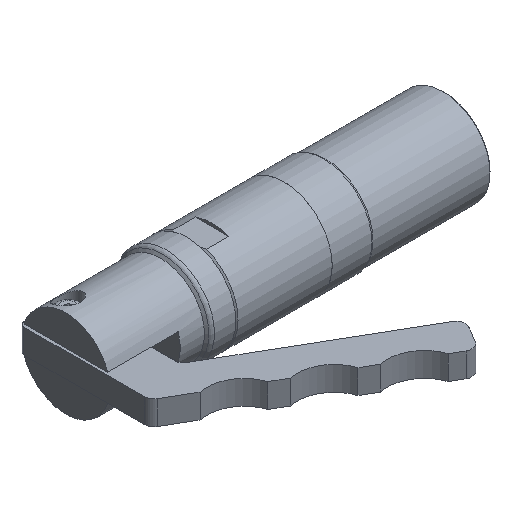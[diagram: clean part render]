
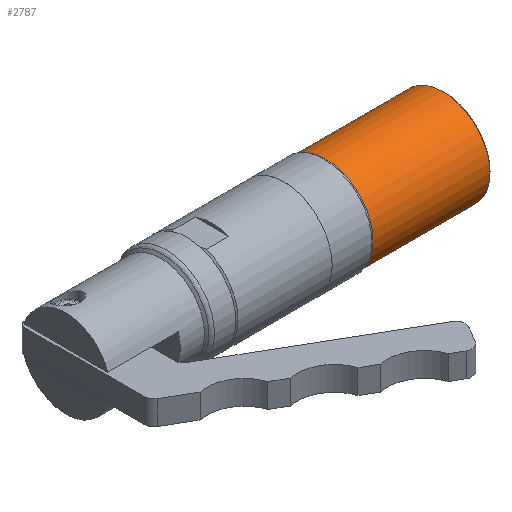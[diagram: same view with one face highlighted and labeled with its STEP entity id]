
A CAD part, isometric view. The second image highlights one B-rep face of the part: STEP entity #2787.
In plain terms, the highlighted cylindrical face has radius 15.938 mm (diameter 31.877 mm), a full revolution.
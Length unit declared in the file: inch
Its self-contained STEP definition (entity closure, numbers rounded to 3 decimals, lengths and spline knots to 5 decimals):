
#623=FACE_BOUND('',#988,.T.);
#787=FACE_OUTER_BOUND('',#987,.T.);
#987=EDGE_LOOP('',(#2570));
#988=EDGE_LOOP('',(#2571));
#1154=CIRCLE('',#3089,0.6275);
#1155=CIRCLE('',#3091,0.6275);
#1427=VERTEX_POINT('',#4992);
#1428=VERTEX_POINT('',#4995);
#1814=EDGE_CURVE('',#1427,#1427,#1154,.T.);
#1815=EDGE_CURVE('',#1428,#1428,#1155,.T.);
#2570=ORIENTED_EDGE('',*,*,#1815,.F.);
#2571=ORIENTED_EDGE('',*,*,#1814,.T.);
#2635=CYLINDRICAL_SURFACE('',#3090,0.6275);
#2787=ADVANCED_FACE('',(#787,#623),#2635,.T.);
#3089=AXIS2_PLACEMENT_3D('',#4993,#3867,#3868);
#3090=AXIS2_PLACEMENT_3D('',#4994,#3869,#3870);
#3091=AXIS2_PLACEMENT_3D('',#4996,#3871,#3872);
#3867=DIRECTION('center_axis',(1.,0.,0.));
#3868=DIRECTION('ref_axis',(0.,1.,0.));
#3869=DIRECTION('center_axis',(1.,0.,0.));
#3870=DIRECTION('ref_axis',(0.,1.,0.));
#3871=DIRECTION('center_axis',(1.,0.,0.));
#3872=DIRECTION('ref_axis',(0.,1.,0.));
#4992=CARTESIAN_POINT('',(3.466,0.6275,0.));
#4993=CARTESIAN_POINT('Origin',(3.466,0.,0.));
#4994=CARTESIAN_POINT('Origin',(4.246,0.,0.));
#4995=CARTESIAN_POINT('',(5.026,0.6275,0.));
#4996=CARTESIAN_POINT('Origin',(5.026,0.,0.));
